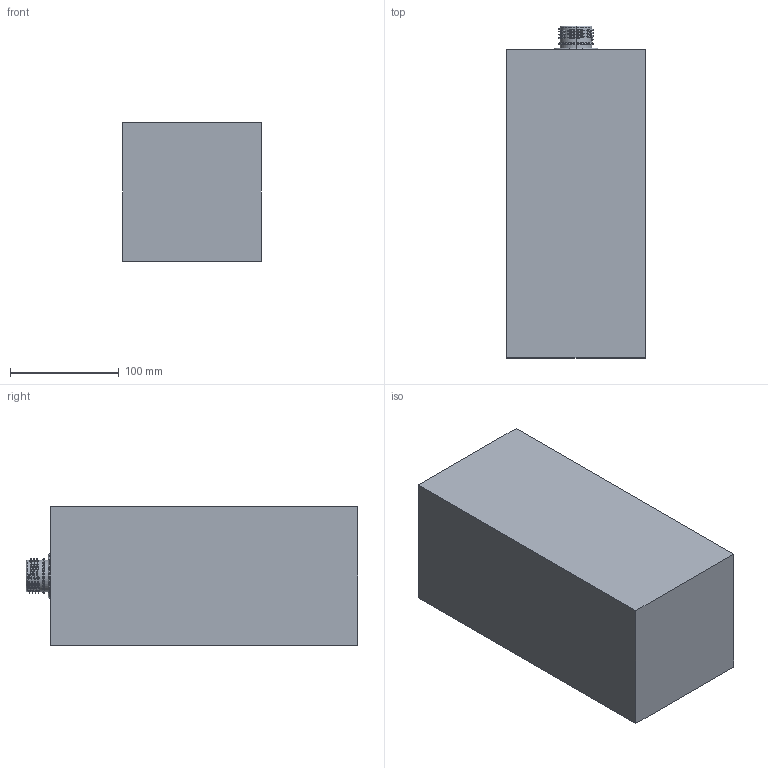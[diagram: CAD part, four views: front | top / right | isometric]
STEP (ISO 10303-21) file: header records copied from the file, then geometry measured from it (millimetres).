
FILE_DESCRIPTION (( 'STEP AP214' ), '1' );
FILE_NAME ('2 Liter.STEP', '2020-03-05T15:19:59', ( '' ), ( '' ), 'SwSTEP 2.0', 'SolidWorks 2019', '' );
FILE_SCHEMA (( 'AUTOMOTIVE_DESIGN' ));
Length unit declared in the file: inch
Products named in the file (1): 2 Liter
Bounding box: 127 x 304.8 x 127 mm (x, y, z)
Volume: 4805196.8 mm3; surface area: 369880.9 mm2
Topology: 2 solids, 2 shells, 453 faces, 1126 edges, 586 vertices
Faces by surface type: bspline 201, torus 120, cylinder 83, plane 40, cone 9
Entity records: 27885 total; most frequent: CARTESIAN_POINT 19547, ORIENTED_EDGE 2030, DIRECTION 1323, EDGE_CURVE 1015, VERTEX_POINT 586, AXIS2_PLACEMENT_3D 582, EDGE_LOOP 473, FACE_OUTER_BOUND 453
